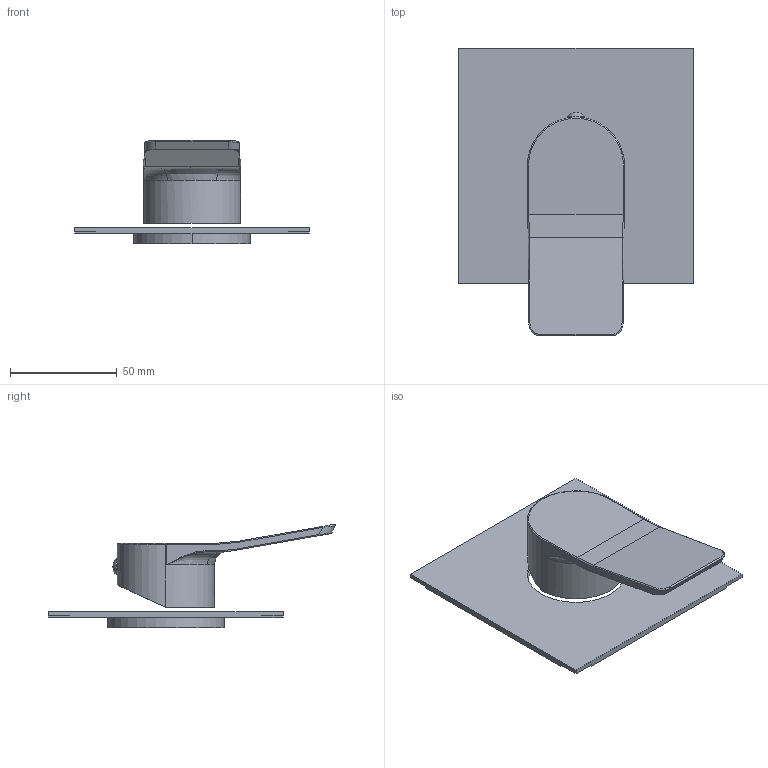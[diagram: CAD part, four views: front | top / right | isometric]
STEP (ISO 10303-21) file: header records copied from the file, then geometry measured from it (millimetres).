
FILE_DESCRIPTION((''),'2;1');
FILE_NAME('TI010CR-MEST','2021-11-09T08:18:03',('ut3'),('PAFFONI SpA'),'CREO PARAMETRIC BY PTC INC, 2020044','CREO PARAMETRIC BY PTC INC, 2020044','');
FILE_SCHEMA(('CONFIG_CONTROL_DESIGN','SHAPE_APPEARANCE_LAYERS_GROUPS'));
Length unit declared in the file: millimetre
Products named in the file (1): TI010CR-MEST
Bounding box: 110 x 134.58 x 48.45 mm (x, y, z)
Volume: 52779.6 mm3; surface area: 43195.7 mm2
Topology: 2 solids, 2 shells, 156 faces, 377 edges, 229 vertices
Faces by surface type: plane 75, cylinder 44, cone 13, torus 11, bspline 11, sphere 2
Entity records: 6890 total; most frequent: CARTESIAN_POINT 2145, ORIENTED_EDGE 750, DIRECTION 738, EDGE_CURVE 375, AXIS2_PLACEMENT_3D 264, VERTEX_POINT 229, VECTOR 210, LINE 210
